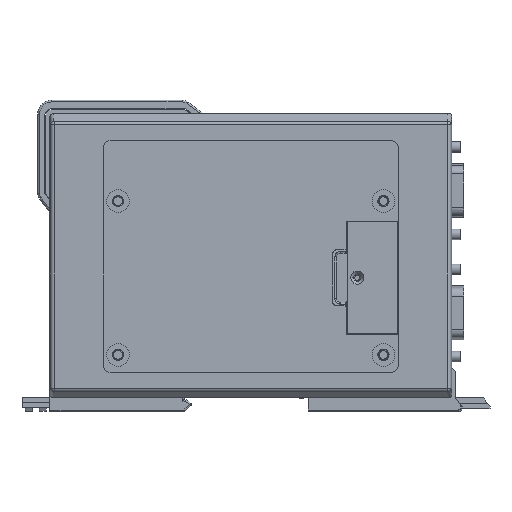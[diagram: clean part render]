
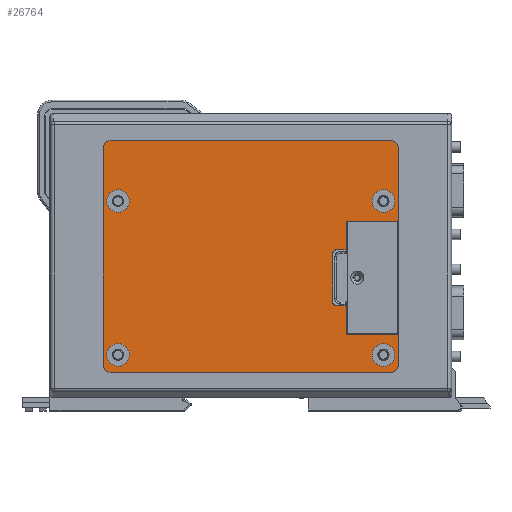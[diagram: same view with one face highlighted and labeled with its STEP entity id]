
A CAD part, front view. The second image highlights one B-rep face of the part: STEP entity #26764.
In plain terms, the highlighted planar face has unit normal (0, -1, 0).
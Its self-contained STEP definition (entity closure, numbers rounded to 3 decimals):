
#22114=CARTESIAN_POINT('',(38.,-4.7,-30.));
#22115=DIRECTION('',(0.,-1.,0.));
#22116=DIRECTION('',(0.,0.,-1.));
#22117=AXIS2_PLACEMENT_3D('',#22114,#22115,#22116);
#22119=CARTESIAN_POINT('',(38.,-4.7,-30.));
#22120=DIRECTION('',(0.,-1.,0.));
#22121=DIRECTION('',(0.,0.,1.));
#22122=AXIS2_PLACEMENT_3D('',#22119,#22120,#22121);
#22124=CARTESIAN_POINT('',(-38.,-4.7,-30.));
#22125=DIRECTION('',(0.,-1.,0.));
#22126=DIRECTION('',(0.,0.,-1.));
#22127=AXIS2_PLACEMENT_3D('',#22124,#22125,#22126);
#22129=CARTESIAN_POINT('',(-38.,-4.7,-30.));
#22130=DIRECTION('',(0.,-1.,0.));
#22131=DIRECTION('',(0.,0.,1.));
#22132=AXIS2_PLACEMENT_3D('',#22129,#22130,#22131);
#22134=CARTESIAN_POINT('',(-38.,-4.7,14.));
#22135=DIRECTION('',(0.,-1.,0.));
#22136=DIRECTION('',(0.,0.,-1.));
#22137=AXIS2_PLACEMENT_3D('',#22134,#22135,#22136);
#22139=CARTESIAN_POINT('',(-38.,-4.7,14.));
#22140=DIRECTION('',(0.,-1.,0.));
#22141=DIRECTION('',(0.,0.,1.));
#22142=AXIS2_PLACEMENT_3D('',#22139,#22140,#22141);
#22144=CARTESIAN_POINT('',(38.,-4.7,14.));
#22145=DIRECTION('',(0.,-1.,0.));
#22146=DIRECTION('',(0.,0.,-1.));
#22147=AXIS2_PLACEMENT_3D('',#22144,#22145,#22146);
#22149=CARTESIAN_POINT('',(38.,-4.7,14.));
#22150=DIRECTION('',(0.,-1.,0.));
#22151=DIRECTION('',(0.,0.,1.));
#22152=AXIS2_PLACEMENT_3D('',#22149,#22150,#22151);
#22154=CARTESIAN_POINT('',(24.5,-4.7,-14.96));
#22155=DIRECTION('',(0.,-1.,0.));
#22156=DIRECTION('',(-1.,0.,0.));
#22157=AXIS2_PLACEMENT_3D('',#22154,#22155,#22156);
#22159=DIRECTION('',(1.,0.,0.));
#22160=VECTOR('',#22159,2.5);
#22161=CARTESIAN_POINT('',(24.5,-4.7,-15.96));
#22162=LINE('',#22161,#22160);
#22163=DIRECTION('',(0.,0.,-1.));
#22164=VECTOR('',#22163,8.79);
#22165=CARTESIAN_POINT('',(42.264,-4.7,-24.21));
#22166=LINE('',#22165,#22164);
#22167=DIRECTION('',(1.,0.,0.));
#22168=VECTOR('',#22167,80.528);
#22169=CARTESIAN_POINT('',(-40.264,-4.7,-35.));
#22170=LINE('',#22169,#22168);
#22171=DIRECTION('',(0.,0.,-1.));
#22172=VECTOR('',#22171,62.346);
#22173=CARTESIAN_POINT('',(-42.264,-4.7,29.346));
#22174=LINE('',#22173,#22172);
#22175=DIRECTION('',(-1.,0.,0.));
#22176=VECTOR('',#22175,80.528);
#22177=CARTESIAN_POINT('',(40.264,-4.7,31.346));
#22178=LINE('',#22177,#22176);
#22179=DIRECTION('',(0.,0.,-1.));
#22180=VECTOR('',#22179,21.056);
#22181=CARTESIAN_POINT('',(42.264,-4.7,29.346));
#22182=LINE('',#22181,#22180);
#22183=DIRECTION('',(-1.,0.,0.));
#22184=VECTOR('',#22183,2.5);
#22185=CARTESIAN_POINT('',(27.,-4.7,0.04));
#22186=LINE('',#22185,#22184);
#22187=CARTESIAN_POINT('',(24.5,-4.7,-0.96));
#22188=DIRECTION('',(0.,-1.,0.));
#22189=DIRECTION('',(0.,0.,1.));
#22190=AXIS2_PLACEMENT_3D('',#22187,#22188,#22189);
#22220=CARTESIAN_POINT('',(23.5,-4.7,-0.96));
#22246=CARTESIAN_POINT('',(23.5,-4.7,-14.96));
#22248=DIRECTION('',(0.,0.,-1.));
#22249=VECTOR('',#22248,14.);
#22250=CARTESIAN_POINT('',(23.5,-4.7,-0.96));
#22251=LINE('',#22250,#22249);
#22260=CARTESIAN_POINT('',(27.,-4.7,0.54));
#22261=DIRECTION('',(0.,-1.,0.));
#22262=DIRECTION('',(0.,0.,-1.));
#22263=AXIS2_PLACEMENT_3D('',#22260,#22261,#22262);
#22275=DIRECTION('',(0.,0.,1.));
#22276=VECTOR('',#22275,7.75);
#22277=CARTESIAN_POINT('',(27.5,-4.7,0.54));
#22278=LINE('',#22277,#22276);
#22309=DIRECTION('',(1.,0.,0.));
#22310=VECTOR('',#22309,14.764);
#22311=CARTESIAN_POINT('',(27.5,-4.7,8.29));
#22312=LINE('',#22311,#22310);
#22337=DIRECTION('',(1.,0.,0.));
#22338=VECTOR('',#22337,14.764);
#22339=CARTESIAN_POINT('',(27.5,-4.7,-24.21));
#22340=LINE('',#22339,#22338);
#22371=DIRECTION('',(0.,0.,1.));
#22372=VECTOR('',#22371,7.75);
#22373=CARTESIAN_POINT('',(27.5,-4.7,-24.21));
#22374=LINE('',#22373,#22372);
#22379=CARTESIAN_POINT('',(27.,-4.7,-16.46));
#22380=DIRECTION('',(0.,-1.,0.));
#22381=DIRECTION('',(1.,0.,0.));
#22382=AXIS2_PLACEMENT_3D('',#22379,#22380,#22381);
#23020=CARTESIAN_POINT('',(40.264,-4.7,29.346));
#23021=DIRECTION('',(0.,-1.,0.));
#23022=DIRECTION('',(1.,0.,0.));
#23023=AXIS2_PLACEMENT_3D('',#23020,#23021,#23022);
#23038=CARTESIAN_POINT('',(-40.264,-4.7,29.346));
#23039=DIRECTION('',(0.,-1.,0.));
#23040=DIRECTION('',(0.,0.,1.));
#23041=AXIS2_PLACEMENT_3D('',#23038,#23039,#23040);
#23056=CARTESIAN_POINT('',(-40.264,-4.7,-33.));
#23057=DIRECTION('',(0.,-1.,0.));
#23058=DIRECTION('',(-1.,0.,0.));
#23059=AXIS2_PLACEMENT_3D('',#23056,#23057,#23058);
#23074=CARTESIAN_POINT('',(40.264,-4.7,-33.));
#23075=DIRECTION('',(0.,-1.,0.));
#23076=DIRECTION('',(0.,0.,-1.));
#23077=AXIS2_PLACEMENT_3D('',#23074,#23075,#23076);
#23892=CARTESIAN_POINT('',(38.,-4.7,-33.25));
#23893=CARTESIAN_POINT('',(38.,-4.7,-26.75));
#23894=VERTEX_POINT('',#23892);
#23895=VERTEX_POINT('',#23893);
#23896=CARTESIAN_POINT('',(-38.,-4.7,-33.25));
#23897=CARTESIAN_POINT('',(-38.,-4.7,-26.75));
#23898=VERTEX_POINT('',#23896);
#23899=VERTEX_POINT('',#23897);
#23900=CARTESIAN_POINT('',(-38.,-4.7,10.75));
#23901=CARTESIAN_POINT('',(-38.,-4.7,17.25));
#23902=VERTEX_POINT('',#23900);
#23903=VERTEX_POINT('',#23901);
#23904=CARTESIAN_POINT('',(38.,-4.7,10.75));
#23905=CARTESIAN_POINT('',(38.,-4.7,17.25));
#23906=VERTEX_POINT('',#23904);
#23907=VERTEX_POINT('',#23905);
#23909=CARTESIAN_POINT('',(-42.264,-4.7,29.346));
#23911=VERTEX_POINT('',#23909);
#23913=CARTESIAN_POINT('',(-40.264,-4.7,31.346));
#23915=VERTEX_POINT('',#23913);
#23917=CARTESIAN_POINT('',(40.264,-4.7,31.346));
#23919=VERTEX_POINT('',#23917);
#23921=CARTESIAN_POINT('',(42.264,-4.7,29.346));
#23923=VERTEX_POINT('',#23921);
#23925=CARTESIAN_POINT('',(-40.264,-4.7,-35.));
#23927=VERTEX_POINT('',#23925);
#23929=CARTESIAN_POINT('',(-42.264,-4.7,-33.));
#23931=VERTEX_POINT('',#23929);
#23932=CARTESIAN_POINT('',(40.264,-4.7,-35.));
#23933=VERTEX_POINT('',#23932);
#23937=CARTESIAN_POINT('',(42.264,-4.7,-33.));
#23939=VERTEX_POINT('',#23937);
#24078=CARTESIAN_POINT('',(27.5,-4.7,-24.21));
#24079=CARTESIAN_POINT('',(42.264,-4.7,-24.21));
#24080=VERTEX_POINT('',#24078);
#24081=VERTEX_POINT('',#24079);
#24082=CARTESIAN_POINT('',(27.5,-4.7,8.29));
#24083=CARTESIAN_POINT('',(42.264,-4.7,8.29));
#24084=VERTEX_POINT('',#24082);
#24085=VERTEX_POINT('',#24083);
#24135=CARTESIAN_POINT('',(27.5,-4.7,-16.46));
#24137=VERTEX_POINT('',#24135);
#24138=CARTESIAN_POINT('',(27.,-4.7,-15.96));
#24139=VERTEX_POINT('',#24138);
#24143=CARTESIAN_POINT('',(27.,-4.7,0.04));
#24145=VERTEX_POINT('',#24143);
#24146=CARTESIAN_POINT('',(27.5,-4.7,0.54));
#24147=VERTEX_POINT('',#24146);
#24170=VERTEX_POINT('',#22220);
#24173=VERTEX_POINT('',#22246);
#24174=CARTESIAN_POINT('',(24.5,-4.7,0.04));
#24175=VERTEX_POINT('',#24174);
#24176=CARTESIAN_POINT('',(24.5,-4.7,-15.96));
#24177=VERTEX_POINT('',#24176);
#26694=CARTESIAN_POINT('',(0.,-4.7,0.));
#26695=DIRECTION('',(0.,-1.,0.));
#26696=DIRECTION('',(1.,0.,0.));
#26697=AXIS2_PLACEMENT_3D('',#26694,#26695,#26696);
#26698=PLANE('',#26697);
#26700=ORIENTED_EDGE('',*,*,#26699,.T.);
#26702=ORIENTED_EDGE('',*,*,#26701,.T.);
#26704=ORIENTED_EDGE('',*,*,#26703,.T.);
#26706=ORIENTED_EDGE('',*,*,#26705,.F.);
#26708=ORIENTED_EDGE('',*,*,#26707,.F.);
#26710=ORIENTED_EDGE('',*,*,#26709,.T.);
#26712=ORIENTED_EDGE('',*,*,#26711,.T.);
#26714=ORIENTED_EDGE('',*,*,#26713,.F.);
#26716=ORIENTED_EDGE('',*,*,#26715,.F.);
#26718=ORIENTED_EDGE('',*,*,#26717,.F.);
#26720=ORIENTED_EDGE('',*,*,#26719,.F.);
#26722=ORIENTED_EDGE('',*,*,#26721,.F.);
#26724=ORIENTED_EDGE('',*,*,#26723,.F.);
#26726=ORIENTED_EDGE('',*,*,#26725,.F.);
#26728=ORIENTED_EDGE('',*,*,#26727,.T.);
#26730=ORIENTED_EDGE('',*,*,#26729,.F.);
#26732=ORIENTED_EDGE('',*,*,#26731,.F.);
#26734=ORIENTED_EDGE('',*,*,#26733,.F.);
#26736=ORIENTED_EDGE('',*,*,#26735,.T.);
#26738=ORIENTED_EDGE('',*,*,#26737,.T.);
#26739=EDGE_LOOP('',(#26700,#26702,#26704,#26706,#26708,#26710,#26712,#26714,
#26716,#26718,#26720,#26722,#26724,#26726,#26728,#26730,#26732,#26734,#26736,
#26738));
#26740=FACE_OUTER_BOUND('',#26739,.F.);
#26741=ORIENTED_EDGE('',*,*,#26684,.T.);
#26743=ORIENTED_EDGE('',*,*,#26742,.T.);
#26744=EDGE_LOOP('',(#26741,#26743));
#26745=FACE_BOUND('',#26744,.F.);
#26747=ORIENTED_EDGE('',*,*,#26746,.T.);
#26749=ORIENTED_EDGE('',*,*,#26748,.T.);
#26750=EDGE_LOOP('',(#26747,#26749));
#26751=FACE_BOUND('',#26750,.F.);
#26753=ORIENTED_EDGE('',*,*,#26752,.T.);
#26755=ORIENTED_EDGE('',*,*,#26754,.T.);
#26756=EDGE_LOOP('',(#26753,#26755));
#26757=FACE_BOUND('',#26756,.F.);
#26759=ORIENTED_EDGE('',*,*,#26758,.T.);
#26761=ORIENTED_EDGE('',*,*,#26760,.T.);
#26762=EDGE_LOOP('',(#26759,#26761));
#26763=FACE_BOUND('',#26762,.F.);
#26764=ADVANCED_FACE('',(#26740,#26745,#26751,#26757,#26763),#26698,.T.);
#22118=CIRCLE('',#22117,3.25);
#22123=CIRCLE('',#22122,3.25);
#22128=CIRCLE('',#22127,3.25);
#22133=CIRCLE('',#22132,3.25);
#22138=CIRCLE('',#22137,3.25);
#22143=CIRCLE('',#22142,3.25);
#22148=CIRCLE('',#22147,3.25);
#22153=CIRCLE('',#22152,3.25);
#22158=CIRCLE('',#22157,1.);
#22191=CIRCLE('',#22190,1.);
#22264=CIRCLE('',#22263,0.5);
#22383=CIRCLE('',#22382,0.5);
#23024=CIRCLE('',#23023,2.);
#23042=CIRCLE('',#23041,2.);
#23060=CIRCLE('',#23059,2.);
#23078=CIRCLE('',#23077,2.);
#26684=EDGE_CURVE('',#23894,#23895,#22118,.T.);
#26699=EDGE_CURVE('',#24170,#24173,#22251,.T.);
#26701=EDGE_CURVE('',#24173,#24177,#22158,.T.);
#26703=EDGE_CURVE('',#24177,#24139,#22162,.T.);
#26705=EDGE_CURVE('',#24137,#24139,#22383,.T.);
#26707=EDGE_CURVE('',#24080,#24137,#22374,.T.);
#26709=EDGE_CURVE('',#24080,#24081,#22340,.T.);
#26711=EDGE_CURVE('',#24081,#23939,#22166,.T.);
#26713=EDGE_CURVE('',#23933,#23939,#23078,.T.);
#26715=EDGE_CURVE('',#23927,#23933,#22170,.T.);
#26717=EDGE_CURVE('',#23931,#23927,#23060,.T.);
#26719=EDGE_CURVE('',#23911,#23931,#22174,.T.);
#26721=EDGE_CURVE('',#23915,#23911,#23042,.T.);
#26723=EDGE_CURVE('',#23919,#23915,#22178,.T.);
#26725=EDGE_CURVE('',#23923,#23919,#23024,.T.);
#26727=EDGE_CURVE('',#23923,#24085,#22182,.T.);
#26729=EDGE_CURVE('',#24084,#24085,#22312,.T.);
#26731=EDGE_CURVE('',#24147,#24084,#22278,.T.);
#26733=EDGE_CURVE('',#24145,#24147,#22264,.T.);
#26735=EDGE_CURVE('',#24145,#24175,#22186,.T.);
#26737=EDGE_CURVE('',#24175,#24170,#22191,.T.);
#26742=EDGE_CURVE('',#23895,#23894,#22123,.T.);
#26746=EDGE_CURVE('',#23898,#23899,#22128,.T.);
#26748=EDGE_CURVE('',#23899,#23898,#22133,.T.);
#26752=EDGE_CURVE('',#23902,#23903,#22138,.T.);
#26754=EDGE_CURVE('',#23903,#23902,#22143,.T.);
#26758=EDGE_CURVE('',#23906,#23907,#22148,.T.);
#26760=EDGE_CURVE('',#23907,#23906,#22153,.T.);
